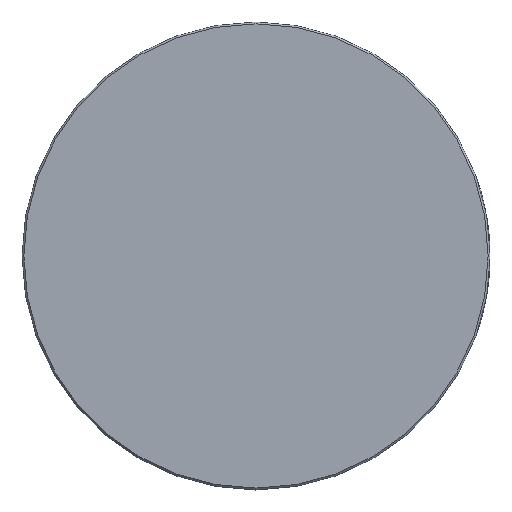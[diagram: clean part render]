
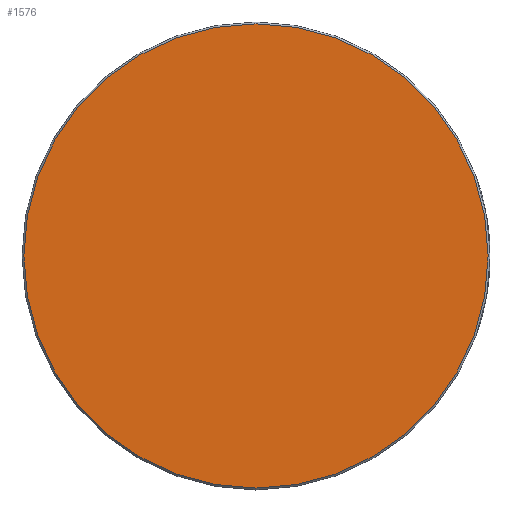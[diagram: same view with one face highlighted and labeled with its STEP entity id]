
A CAD part, top view. The second image highlights one B-rep face of the part: STEP entity #1576.
In plain terms, the highlighted planar face has unit normal (0, 0, 1).
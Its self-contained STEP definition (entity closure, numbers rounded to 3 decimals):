
#8 = CARTESIAN_POINT ( 'NONE',  ( 25.2, 0., 2.5 ) ) ;
#259 = ORIENTED_EDGE ( 'NONE', *, *, #2101, .T. ) ;
#404 = EDGE_LOOP ( 'NONE', ( #259, #2208 ) ) ;
#462 = EDGE_CURVE ( 'NONE', #2559, #1112, #1035, .T. ) ;
#709 = DIRECTION ( 'NONE',  ( 0., 0., 1. ) ) ;
#785 = CARTESIAN_POINT ( 'NONE',  ( 0., 0., 2.5 ) ) ;
#802 = CARTESIAN_POINT ( 'NONE',  ( -25.2, 0., 2.5 ) ) ;
#1001 = DIRECTION ( 'NONE',  ( 1., 0., 0. ) ) ;
#1013 = DIRECTION ( 'NONE',  ( 0., 0., 1. ) ) ;
#1014 = AXIS2_PLACEMENT_3D ( 'NONE', #1970, #709, #2174 ) ;
#1035 = CIRCLE ( 'NONE', #1014, 25.2 ) ;
#1112 = VERTEX_POINT ( 'NONE', #802 ) ;
#1392 = AXIS2_PLACEMENT_3D ( 'NONE', #785, #2249, #1001 ) ;
#1576 = ADVANCED_FACE ( 'NONE', ( #2147 ), #2047, .T. ) ;
#1970 = CARTESIAN_POINT ( 'NONE',  ( 0., 0., 2.5 ) ) ;
#2047 = PLANE ( 'NONE',  #1392 ) ;
#2101 = EDGE_CURVE ( 'NONE', #1112, #2559, #2255, .T. ) ;
#2147 = FACE_OUTER_BOUND ( 'NONE', #404, .T. ) ;
#2174 = DIRECTION ( 'NONE',  ( 1., 0., 0. ) ) ;
#2208 = ORIENTED_EDGE ( 'NONE', *, *, #462, .T. ) ;
#2249 = DIRECTION ( 'NONE',  ( 0., 0., 1. ) ) ;
#2255 = CIRCLE ( 'NONE', #2646, 25.2 ) ;
#2262 = CARTESIAN_POINT ( 'NONE',  ( 0., 0., 2.5 ) ) ;
#2477 = DIRECTION ( 'NONE',  ( 1., 0., 0. ) ) ;
#2559 = VERTEX_POINT ( 'NONE', #8 ) ;
#2646 = AXIS2_PLACEMENT_3D ( 'NONE', #2262, #1013, #2477 ) ;
